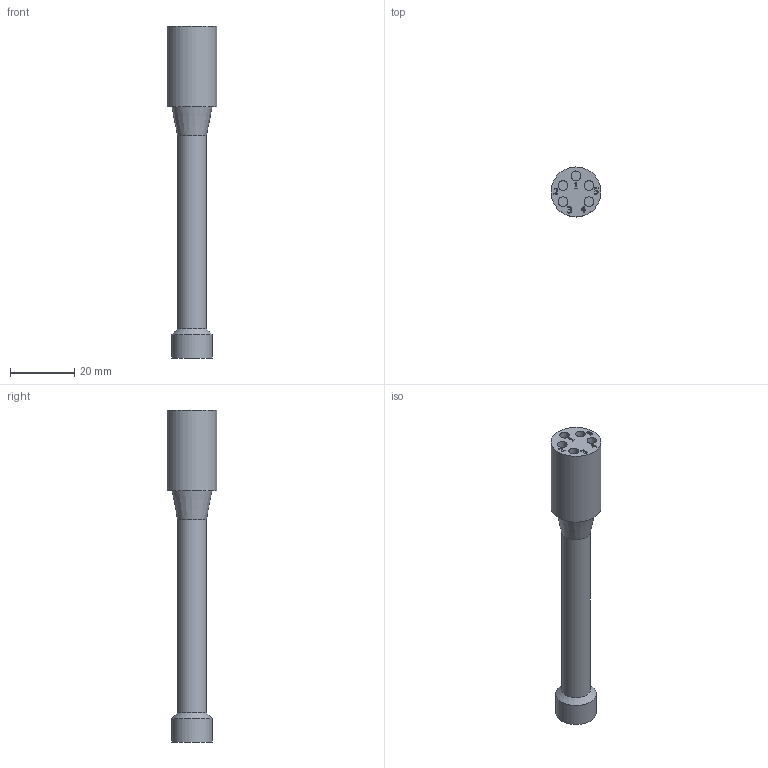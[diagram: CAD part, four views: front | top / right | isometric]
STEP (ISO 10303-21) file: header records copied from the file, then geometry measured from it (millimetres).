
FILE_DESCRIPTION(/* description */ (''),/* implementation_level */ '2;1');
FILE_NAME(/* name */ 'MCDC5F.stp',/* time_stamp */ '2014-11-26T08:53:45+01:00',/* author */ ('sh'),/* organization */ (''),/* preprocessor_version */ 'ST-DEVELOPER v15.2',/* originating_system */ 'Autodesk Inventor 2014',/* authorisation */ '');
FILE_SCHEMA (('AUTOMOTIVE_DESIGN { 1 0 10303 214 3 1 1 }'));
Length unit declared in the file: millimetre
Products named in the file (1): MCDC5F
Bounding box: 15.5 x 15.5 x 103 mm (x, y, z)
Volume: 9895.4 mm3; surface area: 4656.6 mm2
Topology: 1 solids, 1 shells, 113 faces, 295 edges, 196 vertices
Faces by surface type: plane 59, bspline 44, cylinder 8, cone 2
Full cylindrical faces by diameter (mm): 3 x5, 9 x1, 12.5 x1, 15.5 x1
Entity records: 3780 total; most frequent: CARTESIAN_POINT 1297, ORIENTED_EDGE 568, DIRECTION 353, EDGE_CURVE 284, VERTEX_POINT 195, LINE 179, VECTOR 179, EDGE_LOOP 135
